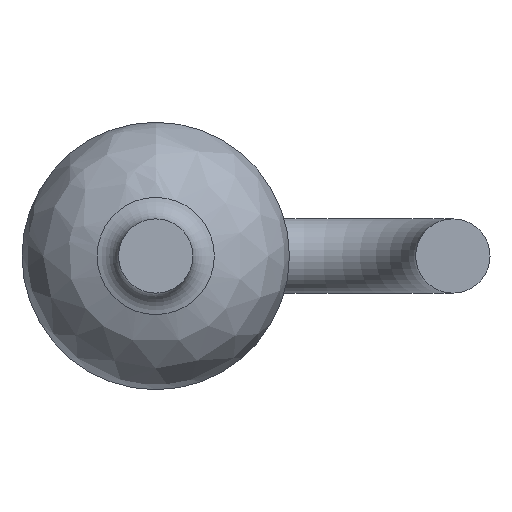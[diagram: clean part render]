
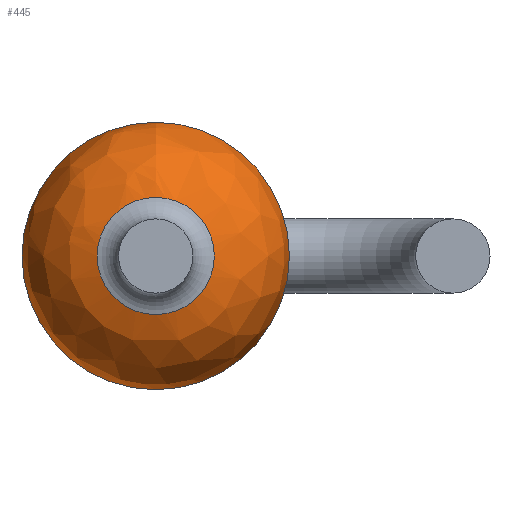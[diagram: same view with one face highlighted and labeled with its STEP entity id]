
A CAD part, front view. The second image highlights one B-rep face of the part: STEP entity #445.
In plain terms, the highlighted free-form (B-spline) face has degree [2, 2] with [3, 9] control points.
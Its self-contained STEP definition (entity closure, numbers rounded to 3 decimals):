
#22=(
BOUNDED_SURFACE()
B_SPLINE_SURFACE(2,2,((#752,#753,#754,#755,#756,#757,#758,#759,#760),(#761,
#762,#763,#764,#765,#766,#767,#768,#769),(#770,#771,#772,#773,#774,#775,
#776,#777,#778)),.UNSPECIFIED.,.F.,.T.,.F.)
B_SPLINE_SURFACE_WITH_KNOTS((3,3),(3,2,2,2,3),(0.,1.372),
(-3.142,-1.571,0.,1.571,3.142),
 .UNSPECIFIED.)
GEOMETRIC_REPRESENTATION_ITEM()
RATIONAL_B_SPLINE_SURFACE(((1.,0.707,1.,0.707,1.,
0.707,1.,0.707,1.),(0.774,0.547,
0.774,0.547,0.774,0.547,
0.774,0.547,0.774),(1.,0.707,
1.,0.707,1.,0.707,1.,0.707,1.)))
REPRESENTATION_ITEM('')
SURFACE()
);
#45=FACE_OUTER_BOUND('',#76,.T.);
#76=EDGE_LOOP('',(#296,#297,#298,#299,#300,#301));
#141=CIRCLE('',#502,0.394);
#142=CIRCLE('',#503,0.394);
#145=CIRCLE('',#506,0.63);
#146=CIRCLE('',#507,0.9);
#147=CIRCLE('',#508,0.9);
#187=VERTEX_POINT('',#745);
#188=VERTEX_POINT('',#746);
#190=VERTEX_POINT('',#779);
#191=VERTEX_POINT('',#781);
#227=EDGE_CURVE('',#187,#188,#141,.T.);
#228=EDGE_CURVE('',#188,#187,#142,.T.);
#231=EDGE_CURVE('',#188,#190,#145,.T.);
#232=EDGE_CURVE('',#190,#191,#146,.T.);
#233=EDGE_CURVE('',#191,#190,#147,.T.);
#296=ORIENTED_EDGE('',*,*,#227,.F.);
#297=ORIENTED_EDGE('',*,*,#228,.F.);
#298=ORIENTED_EDGE('',*,*,#231,.T.);
#299=ORIENTED_EDGE('',*,*,#232,.T.);
#300=ORIENTED_EDGE('',*,*,#233,.T.);
#301=ORIENTED_EDGE('',*,*,#231,.F.);
#445=ADVANCED_FACE('',(#45),#22,.F.);
#502=AXIS2_PLACEMENT_3D('',#747,#589,#590);
#503=AXIS2_PLACEMENT_3D('',#748,#591,#592);
#506=AXIS2_PLACEMENT_3D('',#780,#597,#598);
#507=AXIS2_PLACEMENT_3D('',#782,#599,#600);
#508=AXIS2_PLACEMENT_3D('',#783,#601,#602);
#589=DIRECTION('center_axis',(0.,-1.,0.));
#590=DIRECTION('ref_axis',(1.,0.,0.));
#591=DIRECTION('center_axis',(0.,-1.,0.));
#592=DIRECTION('ref_axis',(1.,0.,0.));
#597=DIRECTION('center_axis',(-1.,0.,0.));
#598=DIRECTION('ref_axis',(0.,0.,1.));
#599=DIRECTION('center_axis',(0.,-1.,0.));
#600=DIRECTION('ref_axis',(1.,0.,0.));
#601=DIRECTION('center_axis',(0.,-1.,0.));
#602=DIRECTION('ref_axis',(1.,0.,0.));
#745=CARTESIAN_POINT('',(-0.394,0.012,0.));
#746=CARTESIAN_POINT('',(0.,0.012,0.394));
#747=CARTESIAN_POINT('Origin',(0.,0.012,0.));
#748=CARTESIAN_POINT('Origin',(0.,0.012,0.));
#752=CARTESIAN_POINT('Ctrl Pts',(0.,0.63,0.9));
#753=CARTESIAN_POINT('Ctrl Pts',(-0.9,0.63,0.9));
#754=CARTESIAN_POINT('Ctrl Pts',(-0.9,0.63,0.));
#755=CARTESIAN_POINT('Ctrl Pts',(-0.9,0.63,-0.9));
#756=CARTESIAN_POINT('Ctrl Pts',(0.,0.63,-0.9));
#757=CARTESIAN_POINT('Ctrl Pts',(0.9,0.63,-0.9));
#758=CARTESIAN_POINT('Ctrl Pts',(0.9,0.63,0.));
#759=CARTESIAN_POINT('Ctrl Pts',(0.9,0.63,0.9));
#760=CARTESIAN_POINT('Ctrl Pts',(0.,0.63,0.9));
#761=CARTESIAN_POINT('Ctrl Pts',(0.,0.114,0.9));
#762=CARTESIAN_POINT('Ctrl Pts',(-0.9,0.114,0.9));
#763=CARTESIAN_POINT('Ctrl Pts',(-0.9,0.114,0.));
#764=CARTESIAN_POINT('Ctrl Pts',(-0.9,0.114,-0.9));
#765=CARTESIAN_POINT('Ctrl Pts',(0.,0.114,-0.9));
#766=CARTESIAN_POINT('Ctrl Pts',(0.9,0.114,-0.9));
#767=CARTESIAN_POINT('Ctrl Pts',(0.9,0.114,0.));
#768=CARTESIAN_POINT('Ctrl Pts',(0.9,0.114,0.9));
#769=CARTESIAN_POINT('Ctrl Pts',(0.,0.114,0.9));
#770=CARTESIAN_POINT('Ctrl Pts',(0.,0.012,0.394));
#771=CARTESIAN_POINT('Ctrl Pts',(-0.394,0.012,
0.394));
#772=CARTESIAN_POINT('Ctrl Pts',(-0.394,0.012,
0.));
#773=CARTESIAN_POINT('Ctrl Pts',(-0.394,0.012,
-0.394));
#774=CARTESIAN_POINT('Ctrl Pts',(0.,0.012,-0.394));
#775=CARTESIAN_POINT('Ctrl Pts',(0.394,0.012,-0.394));
#776=CARTESIAN_POINT('Ctrl Pts',(0.394,0.012,0.));
#777=CARTESIAN_POINT('Ctrl Pts',(0.394,0.012,0.394));
#778=CARTESIAN_POINT('Ctrl Pts',(0.,0.012,0.394));
#779=CARTESIAN_POINT('',(0.,0.63,0.9));
#780=CARTESIAN_POINT('Origin',(0.,0.63,0.27));
#781=CARTESIAN_POINT('',(-0.9,0.63,0.));
#782=CARTESIAN_POINT('Origin',(0.,0.63,0.));
#783=CARTESIAN_POINT('Origin',(0.,0.63,0.));
